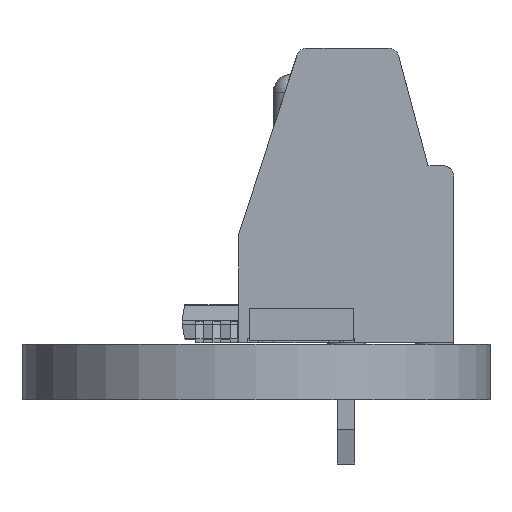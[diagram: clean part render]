
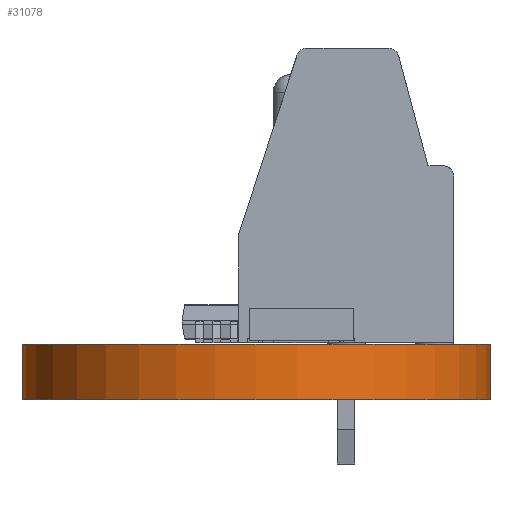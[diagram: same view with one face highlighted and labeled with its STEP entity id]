
A CAD part, front view. The second image highlights one B-rep face of the part: STEP entity #31078.
In plain terms, the highlighted cylindrical face has radius 6.75 mm (diameter 13.5 mm), a partial arc.
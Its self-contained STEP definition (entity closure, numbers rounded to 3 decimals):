
#30962 = EDGE_CURVE('',#30963,#30965,#30967,.T.);
#30963 = VERTEX_POINT('',#30964);
#30964 = CARTESIAN_POINT('',(136.75,-104.,0.));
#30965 = VERTEX_POINT('',#30966);
#30966 = CARTESIAN_POINT('',(136.75,-104.,1.6));
#30967 = SURFACE_CURVE('',#30968,(#30972,#30984),.PCURVE_S1.);
#30968 = LINE('',#30969,#30970);
#30969 = CARTESIAN_POINT('',(136.75,-104.,0.));
#30970 = VECTOR('',#30971,1.);
#30971 = DIRECTION('',(0.,0.,1.));
#30972 = PCURVE('',#30973,#30978);
#30973 = PLANE('',#30974);
#30974 = AXIS2_PLACEMENT_3D('',#30975,#30976,#30977);
#30975 = CARTESIAN_POINT('',(136.75,-104.,0.));
#30976 = DIRECTION('',(-1.,0.,0.));
#30977 = DIRECTION('',(0.,1.,0.));
#30978 = DEFINITIONAL_REPRESENTATION('',(#30979),#30983);
#30979 = LINE('',#30980,#30981);
#30980 = CARTESIAN_POINT('',(0.,0.));
#30981 = VECTOR('',#30982,1.);
#30982 = DIRECTION('',(0.,-1.));
#30983 = ( GEOMETRIC_REPRESENTATION_CONTEXT(2) 
PARAMETRIC_REPRESENTATION_CONTEXT() REPRESENTATION_CONTEXT('2D SPACE',''
  ) );
#30984 = PCURVE('',#30985,#30990);
#30985 = CYLINDRICAL_SURFACE('',#30986,6.75);
#30986 = AXIS2_PLACEMENT_3D('',#30987,#30988,#30989);
#30987 = CARTESIAN_POINT('',(143.5,-104.,0.));
#30988 = DIRECTION('',(-0.,-0.,-1.));
#30989 = DIRECTION('',(1.,0.,-0.));
#30990 = DEFINITIONAL_REPRESENTATION('',(#30991),#30995);
#30991 = LINE('',#30992,#30993);
#30992 = CARTESIAN_POINT('',(-3.142,0.));
#30993 = VECTOR('',#30994,1.);
#30994 = DIRECTION('',(-0.,-1.));
#30995 = ( GEOMETRIC_REPRESENTATION_CONTEXT(2) 
PARAMETRIC_REPRESENTATION_CONTEXT() REPRESENTATION_CONTEXT('2D SPACE',''
  ) );
#31013 = PLANE('',#31014);
#31014 = AXIS2_PLACEMENT_3D('',#31015,#31016,#31017);
#31015 = CARTESIAN_POINT('',(143.5,-75.33,1.6));
#31016 = DIRECTION('',(-0.,-0.,-1.));
#31017 = DIRECTION('',(-1.,0.,0.));
#31067 = PLANE('',#31068);
#31068 = AXIS2_PLACEMENT_3D('',#31069,#31070,#31071);
#31069 = CARTESIAN_POINT('',(143.5,-75.33,0.));
#31070 = DIRECTION('',(-0.,-0.,-1.));
#31071 = DIRECTION('',(-1.,0.,0.));
#31078 = ADVANCED_FACE('',(#31079),#30985,.T.);
#31079 = FACE_BOUND('',#31080,.F.);
#31080 = EDGE_LOOP('',(#31081,#31082,#31110,#31138));
#31081 = ORIENTED_EDGE('',*,*,#30962,.T.);
#31082 = ORIENTED_EDGE('',*,*,#31083,.T.);
#31083 = EDGE_CURVE('',#30965,#31084,#31086,.T.);
#31084 = VERTEX_POINT('',#31085);
#31085 = CARTESIAN_POINT('',(150.25,-104.,1.6));
#31086 = SURFACE_CURVE('',#31087,(#31092,#31099),.PCURVE_S1.);
#31087 = CIRCLE('',#31088,6.75);
#31088 = AXIS2_PLACEMENT_3D('',#31089,#31090,#31091);
#31089 = CARTESIAN_POINT('',(143.5,-104.,1.6));
#31090 = DIRECTION('',(0.,0.,1.));
#31091 = DIRECTION('',(1.,0.,-0.));
#31092 = PCURVE('',#30985,#31093);
#31093 = DEFINITIONAL_REPRESENTATION('',(#31094),#31098);
#31094 = LINE('',#31095,#31096);
#31095 = CARTESIAN_POINT('',(-0.,-1.6));
#31096 = VECTOR('',#31097,1.);
#31097 = DIRECTION('',(-1.,0.));
#31098 = ( GEOMETRIC_REPRESENTATION_CONTEXT(2) 
PARAMETRIC_REPRESENTATION_CONTEXT() REPRESENTATION_CONTEXT('2D SPACE',''
  ) );
#31099 = PCURVE('',#31013,#31100);
#31100 = DEFINITIONAL_REPRESENTATION('',(#31101),#31109);
#31101 = ( BOUNDED_CURVE() B_SPLINE_CURVE(2,(#31102,#31103,#31104,#31105
    ,#31106,#31107,#31108),.UNSPECIFIED.,.T.,.F.) 
B_SPLINE_CURVE_WITH_KNOTS((1,2,2,2,2,1),(-2.094,0.,
    2.094,4.189,6.283,8.378),
.UNSPECIFIED.) CURVE() GEOMETRIC_REPRESENTATION_ITEM() 
RATIONAL_B_SPLINE_CURVE((1.,0.5,1.,0.5,1.,0.5,1.)) REPRESENTATION_ITEM(
  '') );
#31102 = CARTESIAN_POINT('',(-6.75,-28.67));
#31103 = CARTESIAN_POINT('',(-6.75,-16.979));
#31104 = CARTESIAN_POINT('',(3.375,-22.825));
#31105 = CARTESIAN_POINT('',(13.5,-28.67));
#31106 = CARTESIAN_POINT('',(3.375,-34.516));
#31107 = CARTESIAN_POINT('',(-6.75,-40.362));
#31108 = CARTESIAN_POINT('',(-6.75,-28.67));
#31109 = ( GEOMETRIC_REPRESENTATION_CONTEXT(2) 
PARAMETRIC_REPRESENTATION_CONTEXT() REPRESENTATION_CONTEXT('2D SPACE',''
  ) );
#31110 = ORIENTED_EDGE('',*,*,#31111,.F.);
#31111 = EDGE_CURVE('',#31112,#31084,#31114,.T.);
#31112 = VERTEX_POINT('',#31113);
#31113 = CARTESIAN_POINT('',(150.25,-104.,0.));
#31114 = SURFACE_CURVE('',#31115,(#31119,#31126),.PCURVE_S1.);
#31115 = LINE('',#31116,#31117);
#31116 = CARTESIAN_POINT('',(150.25,-104.,0.));
#31117 = VECTOR('',#31118,1.);
#31118 = DIRECTION('',(0.,0.,1.));
#31119 = PCURVE('',#30985,#31120);
#31120 = DEFINITIONAL_REPRESENTATION('',(#31121),#31125);
#31121 = LINE('',#31122,#31123);
#31122 = CARTESIAN_POINT('',(-6.283,0.));
#31123 = VECTOR('',#31124,1.);
#31124 = DIRECTION('',(-0.,-1.));
#31125 = ( GEOMETRIC_REPRESENTATION_CONTEXT(2) 
PARAMETRIC_REPRESENTATION_CONTEXT() REPRESENTATION_CONTEXT('2D SPACE',''
  ) );
#31126 = PCURVE('',#31127,#31132);
#31127 = PLANE('',#31128);
#31128 = AXIS2_PLACEMENT_3D('',#31129,#31130,#31131);
#31129 = CARTESIAN_POINT('',(150.25,-45.,0.));
#31130 = DIRECTION('',(1.,0.,-0.));
#31131 = DIRECTION('',(0.,-1.,0.));
#31132 = DEFINITIONAL_REPRESENTATION('',(#31133),#31137);
#31133 = LINE('',#31134,#31135);
#31134 = CARTESIAN_POINT('',(59.,0.));
#31135 = VECTOR('',#31136,1.);
#31136 = DIRECTION('',(0.,-1.));
#31137 = ( GEOMETRIC_REPRESENTATION_CONTEXT(2) 
PARAMETRIC_REPRESENTATION_CONTEXT() REPRESENTATION_CONTEXT('2D SPACE',''
  ) );
#31138 = ORIENTED_EDGE('',*,*,#31139,.F.);
#31139 = EDGE_CURVE('',#30963,#31112,#31140,.T.);
#31140 = SURFACE_CURVE('',#31141,(#31146,#31153),.PCURVE_S1.);
#31141 = CIRCLE('',#31142,6.75);
#31142 = AXIS2_PLACEMENT_3D('',#31143,#31144,#31145);
#31143 = CARTESIAN_POINT('',(143.5,-104.,0.));
#31144 = DIRECTION('',(0.,0.,1.));
#31145 = DIRECTION('',(1.,0.,-0.));
#31146 = PCURVE('',#30985,#31147);
#31147 = DEFINITIONAL_REPRESENTATION('',(#31148),#31152);
#31148 = LINE('',#31149,#31150);
#31149 = CARTESIAN_POINT('',(-0.,0.));
#31150 = VECTOR('',#31151,1.);
#31151 = DIRECTION('',(-1.,0.));
#31152 = ( GEOMETRIC_REPRESENTATION_CONTEXT(2) 
PARAMETRIC_REPRESENTATION_CONTEXT() REPRESENTATION_CONTEXT('2D SPACE',''
  ) );
#31153 = PCURVE('',#31067,#31154);
#31154 = DEFINITIONAL_REPRESENTATION('',(#31155),#31163);
#31155 = ( BOUNDED_CURVE() B_SPLINE_CURVE(2,(#31156,#31157,#31158,#31159
    ,#31160,#31161,#31162),.UNSPECIFIED.,.T.,.F.) 
B_SPLINE_CURVE_WITH_KNOTS((1,2,2,2,2,1),(-2.094,0.,
    2.094,4.189,6.283,8.378),
.UNSPECIFIED.) CURVE() GEOMETRIC_REPRESENTATION_ITEM() 
RATIONAL_B_SPLINE_CURVE((1.,0.5,1.,0.5,1.,0.5,1.)) REPRESENTATION_ITEM(
  '') );
#31156 = CARTESIAN_POINT('',(-6.75,-28.67));
#31157 = CARTESIAN_POINT('',(-6.75,-16.979));
#31158 = CARTESIAN_POINT('',(3.375,-22.825));
#31159 = CARTESIAN_POINT('',(13.5,-28.67));
#31160 = CARTESIAN_POINT('',(3.375,-34.516));
#31161 = CARTESIAN_POINT('',(-6.75,-40.362));
#31162 = CARTESIAN_POINT('',(-6.75,-28.67));
#31163 = ( GEOMETRIC_REPRESENTATION_CONTEXT(2) 
PARAMETRIC_REPRESENTATION_CONTEXT() REPRESENTATION_CONTEXT('2D SPACE',''
  ) );
